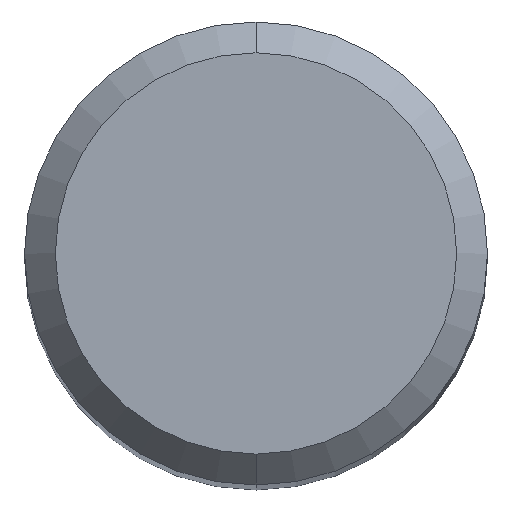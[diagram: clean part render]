
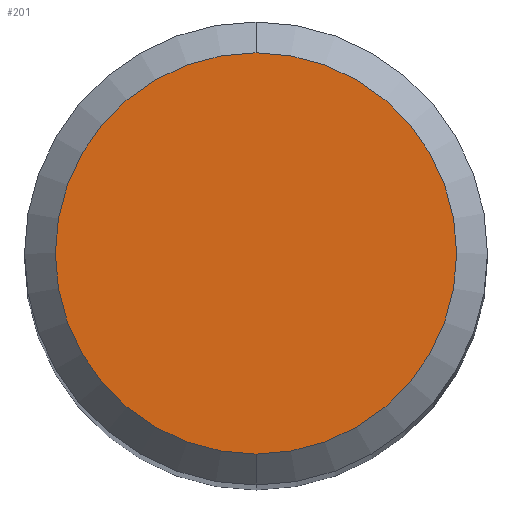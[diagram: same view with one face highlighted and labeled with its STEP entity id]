
A CAD part, top view. The second image highlights one B-rep face of the part: STEP entity #201.
In plain terms, the highlighted planar face has unit normal (0, 0, 1).
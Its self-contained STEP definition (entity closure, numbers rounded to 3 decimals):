
#201=ADVANCED_FACE('',(#510),#511,.T.);
#257=VERTEX_POINT('',#573);
#299=EDGE_CURVE('',#343,#257,#618,.T.);
#343=VERTEX_POINT('',#671);
#409=EDGE_CURVE('',#257,#343,#742,.T.);
#510=FACE_OUTER_BOUND('',#900,.T.);
#511=PLANE('',#901);
#573=CARTESIAN_POINT('',(0.0,2.6,0.0));
#618=CIRCLE('',#1126,2.6);
#671=CARTESIAN_POINT('',(0.,-2.6,0.0));
#742=CIRCLE('',#1293,2.6);
#900=EDGE_LOOP('',(#1473,#1474));
#901=AXIS2_PLACEMENT_3D('',#1475,#1476,#1477);
#1126=AXIS2_PLACEMENT_3D('',#1591,#1592,#1593);
#1293=AXIS2_PLACEMENT_3D('',#1754,#1755,#1756);
#1473=ORIENTED_EDGE('',*,*,#409,.F.);
#1474=ORIENTED_EDGE('',*,*,#299,.F.);
#1475=CARTESIAN_POINT('',(0.0,1.3,0.0));
#1476=DIRECTION('',(-0.0,0.0,1.0));
#1477=DIRECTION('',(0.0,-1.0,0.0));
#1591=CARTESIAN_POINT('',(0.0,0.0,0.0));
#1592=DIRECTION('',(0.0,0.0,-1.0));
#1593=DIRECTION('',(0.0,1.0,0.0));
#1754=CARTESIAN_POINT('',(0.0,0.0,0.0));
#1755=DIRECTION('',(0.0,0.0,-1.0));
#1756=DIRECTION('',(0.0,1.0,0.0));
